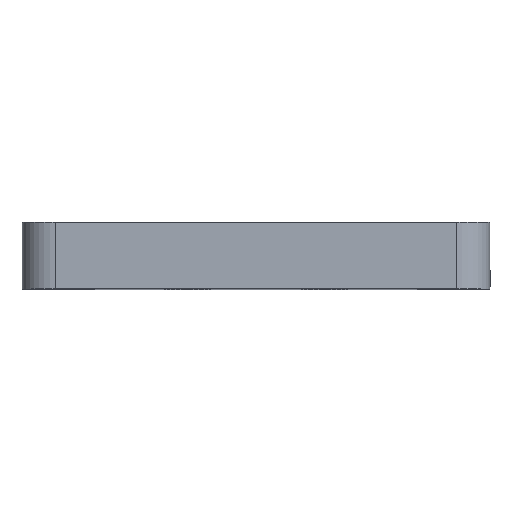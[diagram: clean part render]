
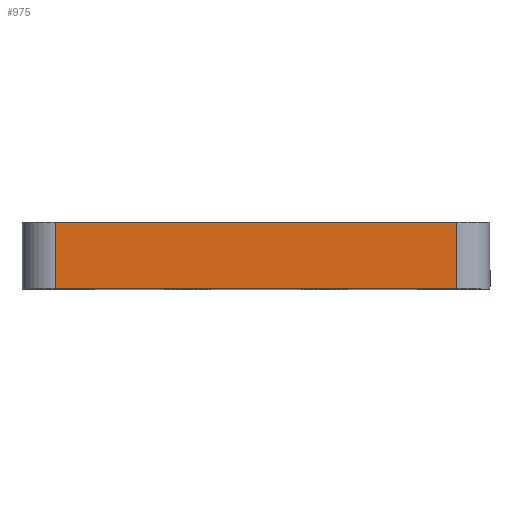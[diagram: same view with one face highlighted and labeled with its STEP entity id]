
A CAD part, top view. The second image highlights one B-rep face of the part: STEP entity #975.
In plain terms, the highlighted planar face has unit normal (0, 0, 1).
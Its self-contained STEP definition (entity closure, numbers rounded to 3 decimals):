
#74 = ORIENTED_EDGE ( 'NONE', *, *, #344, .T. ) ;
#151 = CARTESIAN_POINT ( 'NONE',  ( 0., 0., 0. ) ) ;
#246 = CARTESIAN_POINT ( 'NONE',  ( 19.075, 6.35, 0. ) ) ;
#269 = EDGE_CURVE ( 'NONE', #1119, #440, #361, .T. ) ;
#270 = CARTESIAN_POINT ( 'NONE',  ( -19.075, 0., 0. ) ) ;
#293 = DIRECTION ( 'NONE',  ( 1., 0., 0. ) ) ;
#299 = CARTESIAN_POINT ( 'NONE',  ( 19.075, 0., 0. ) ) ;
#329 = VECTOR ( 'NONE', #1406, 1000. ) ;
#332 = VECTOR ( 'NONE', #1086, 1000. ) ;
#344 = EDGE_CURVE ( 'NONE', #440, #1748, #2007, .T. ) ;
#348 = DIRECTION ( 'NONE',  ( -1., 0., 0. ) ) ;
#361 = LINE ( 'NONE', #909, #822 ) ;
#440 = VERTEX_POINT ( 'NONE', #631 ) ;
#627 = DIRECTION ( 'NONE',  ( -1., 0., 0. ) ) ;
#631 = CARTESIAN_POINT ( 'NONE',  ( 19.075, 0., 0. ) ) ;
#822 = VECTOR ( 'NONE', #293, 1000. ) ;
#842 = ORIENTED_EDGE ( 'NONE', *, *, #269, .T. ) ;
#909 = CARTESIAN_POINT ( 'NONE',  ( 22.25, 0., 0. ) ) ;
#974 = EDGE_LOOP ( 'NONE', ( #1053, #1604, #842, #74 ) ) ;
#975 = ADVANCED_FACE ( 'NONE', ( #1304 ), #2000, .F. ) ;
#1053 = ORIENTED_EDGE ( 'NONE', *, *, #1542, .T. ) ;
#1086 = DIRECTION ( 'NONE',  ( 0., -1., 0. ) ) ;
#1093 = DIRECTION ( 'NONE',  ( 0., 0., -1. ) ) ;
#1119 = VERTEX_POINT ( 'NONE', #1431 ) ;
#1213 = CARTESIAN_POINT ( 'NONE',  ( -19.075, 6.35, 0. ) ) ;
#1285 = AXIS2_PLACEMENT_3D ( 'NONE', #151, #1093, #627 ) ;
#1304 = FACE_OUTER_BOUND ( 'NONE', #974, .T. ) ;
#1406 = DIRECTION ( 'NONE',  ( 0., 1., 0. ) ) ;
#1431 = CARTESIAN_POINT ( 'NONE',  ( -19.075, 0., 0. ) ) ;
#1497 = LINE ( 'NONE', #1598, #1803 ) ;
#1542 = EDGE_CURVE ( 'NONE', #1748, #1818, #1497, .T. ) ;
#1598 = CARTESIAN_POINT ( 'NONE',  ( -22.25, 6.35, 0. ) ) ;
#1604 = ORIENTED_EDGE ( 'NONE', *, *, #1911, .T. ) ;
#1748 = VERTEX_POINT ( 'NONE', #246 ) ;
#1751 = LINE ( 'NONE', #270, #332 ) ;
#1803 = VECTOR ( 'NONE', #348, 1000. ) ;
#1818 = VERTEX_POINT ( 'NONE', #1213 ) ;
#1911 = EDGE_CURVE ( 'NONE', #1818, #1119, #1751, .T. ) ;
#2000 = PLANE ( 'NONE',  #1285 ) ;
#2007 = LINE ( 'NONE', #299, #329 ) ;
